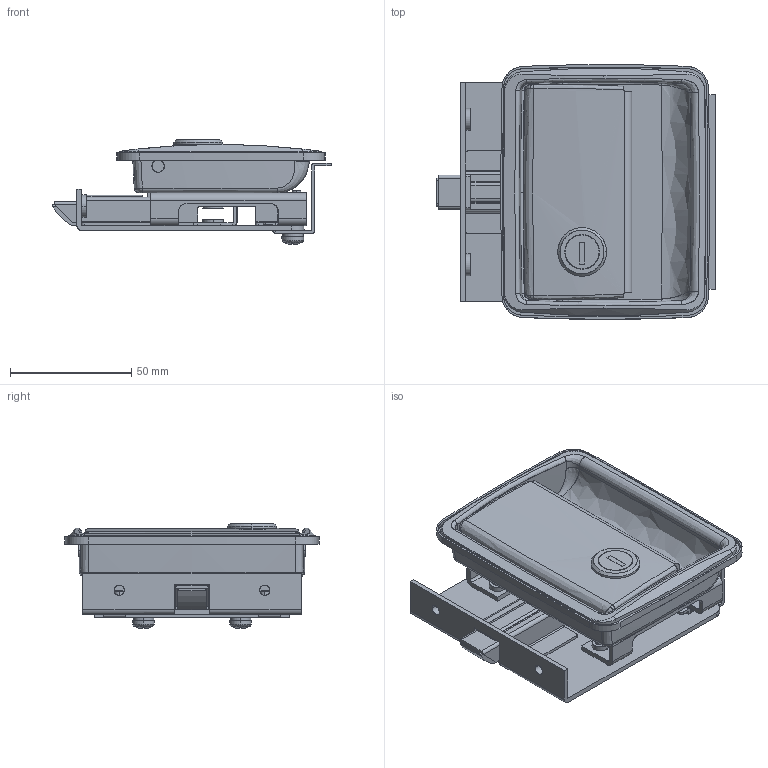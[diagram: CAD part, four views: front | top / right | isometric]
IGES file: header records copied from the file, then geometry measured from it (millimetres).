
Start section: SolidWorks IGES file using analytic representation for surfaces
Global section: file name: A-1151R-11-1.IGS; native system: SolidWorks 2018; preprocessor: SolidWorks 2018; author: 1337yo; date: 210222.162637; units: millimetre
Bounding box: 114.65 x 105 x 43.26 mm (x, y, z)
Surface area: 108555.8 mm2 (no closed solid volume)
Topology: 0 solids, 0 shells, 1242 faces, 15162 edges, 15150 vertices
Faces by surface type: bspline 682, revolution 560
